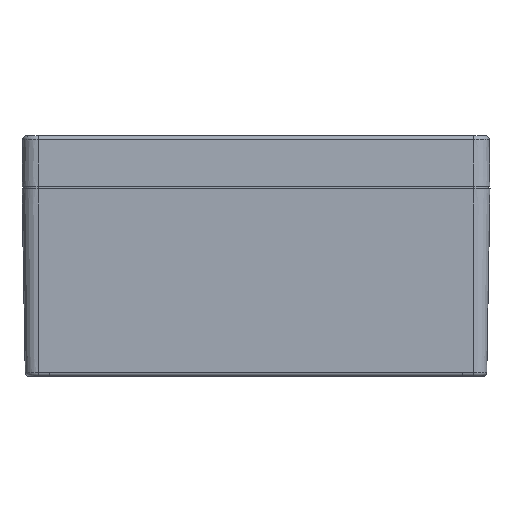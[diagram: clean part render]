
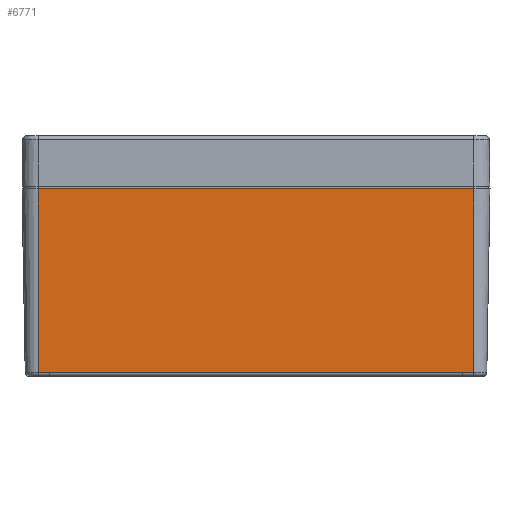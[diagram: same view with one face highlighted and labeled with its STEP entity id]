
A CAD part, front view. The second image highlights one B-rep face of the part: STEP entity #6771.
In plain terms, the highlighted planar face has unit normal (0, -1, -0.018).
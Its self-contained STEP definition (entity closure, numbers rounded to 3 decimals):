
#6392 = VERTEX_POINT ( 'NONE', #18571 ) ;
#6395 = EDGE_CURVE ( 'NONE', #6396, #6392, #18565, .T. ) ;
#6396 = VERTEX_POINT ( 'NONE', #18561 ) ;
#6474 = EDGE_CURVE ( 'NONE', #6494, #6500, #18680, .T. ) ;
#6478 = EDGE_CURVE ( 'NONE', #6392, #6494, #18737, .T. ) ;
#6494 = VERTEX_POINT ( 'NONE', #18764 ) ;
#6500 = VERTEX_POINT ( 'NONE', #18753 ) ;
#6771 = ADVANCED_FACE ( 'NONE', ( #19206 ), #19203, .T. ) ;
#6772 = EDGE_LOOP ( 'NONE', ( #6773, #6774, #6775, #6777 ) ) ;
#6773 = ORIENTED_EDGE ( 'NONE', *, *, #6478, .T. ) ;
#6774 = ORIENTED_EDGE ( 'NONE', *, *, #6474, .T. ) ;
#6775 = ORIENTED_EDGE ( 'NONE', *, *, #6776, .F. ) ;
#6776 = EDGE_CURVE ( 'NONE', #6396, #6500, #19263, .T. ) ;
#6777 = ORIENTED_EDGE ( 'NONE', *, *, #6395, .T. ) ;
#18561 = CARTESIAN_POINT ( 'NONE',  ( 2010.967, -875.727, -1.526 ) ) ;
#18562 = DIRECTION ( 'NONE',  ( 0., -0.017, 1. ) ) ;
#18563 = VECTOR ( 'NONE', #18562, 1000. ) ;
#18564 = CARTESIAN_POINT ( 'NONE',  ( 2010.967, -876.993, 71. ) ) ;
#18565 = LINE ( 'NONE', #18564, #18563 ) ;
#18571 = CARTESIAN_POINT ( 'NONE',  ( 2010.967, -876.993, 71. ) ) ;
#18677 = DIRECTION ( 'NONE',  ( 0., 0.017, -1. ) ) ;
#18678 = VECTOR ( 'NONE', #18677, 1000. ) ;
#18679 = CARTESIAN_POINT ( 'NONE',  ( 1838.967, -876.993, 71. ) ) ;
#18680 = LINE ( 'NONE', #18679, #18678 ) ;
#18729 = DIRECTION ( 'NONE',  ( -1., 0., 0. ) ) ;
#18730 = VECTOR ( 'NONE', #18729, 1000. ) ;
#18731 = CARTESIAN_POINT ( 'NONE',  ( 1924.967, -876.993, 71. ) ) ;
#18737 = LINE ( 'NONE', #18731, #18730 ) ;
#18753 = CARTESIAN_POINT ( 'NONE',  ( 1838.967, -875.727, -1.526 ) ) ;
#18764 = CARTESIAN_POINT ( 'NONE',  ( 1838.967, -876.993, 71. ) ) ;
#19203 = PLANE ( 'NONE',  #19205 ) ;
#19204 = CARTESIAN_POINT ( 'NONE',  ( 1924.967, -876.993, 71. ) ) ;
#19205 = AXIS2_PLACEMENT_3D ( 'NONE', #19204, #19265, #19264 ) ;
#19206 = FACE_OUTER_BOUND ( 'NONE', #6772, .T. ) ;
#19260 = DIRECTION ( 'NONE',  ( -1., 0., 0. ) ) ;
#19261 = VECTOR ( 'NONE', #19260, 1000. ) ;
#19262 = CARTESIAN_POINT ( 'NONE',  ( 1924.967, -875.727, -1.526 ) ) ;
#19263 = LINE ( 'NONE', #19262, #19261 ) ;
#19264 = DIRECTION ( 'NONE',  ( 0., 0.017, -1. ) ) ;
#19265 = DIRECTION ( 'NONE',  ( 0., -1., -0.017 ) ) ;
